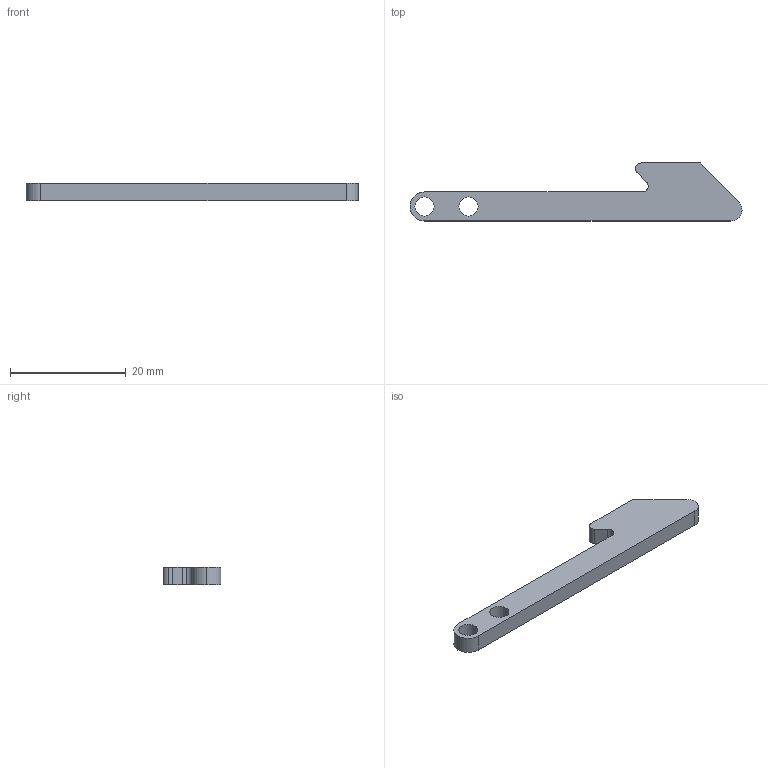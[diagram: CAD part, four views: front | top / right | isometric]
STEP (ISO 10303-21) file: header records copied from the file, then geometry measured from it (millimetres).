
FILE_DESCRIPTION (( 'STEP AP203' ), '1' );
FILE_NAME ('ｶ貊晗ｴﾐﾐｻ彧', '2024-07-31T04:12:18', ( '' ), ( '' ), 'SwSTEP 2.0', 'SolidWorks 2022', '' );
FILE_SCHEMA (( 'CONFIG_CONTROL_DESIGN' ));
Length unit declared in the file: millimetre
Products named in the file (1): 舵机执行机构
Bounding box: 57.27 x 10 x 3 mm (x, y, z)
Volume: 975.5 mm3; surface area: 1103.3 mm2
Topology: 1 solids, 1 shells, 19 faces, 49 edges, 32 vertices
Faces by surface type: cylinder 12, plane 7
Entity records: 675 total; most frequent: DIRECTION 111, CARTESIAN_POINT 104, ORIENTED_EDGE 98, EDGE_CURVE 49, AXIS2_PLACEMENT_3D 43, VERTEX_POINT 32, VECTOR 25, LINE 25
